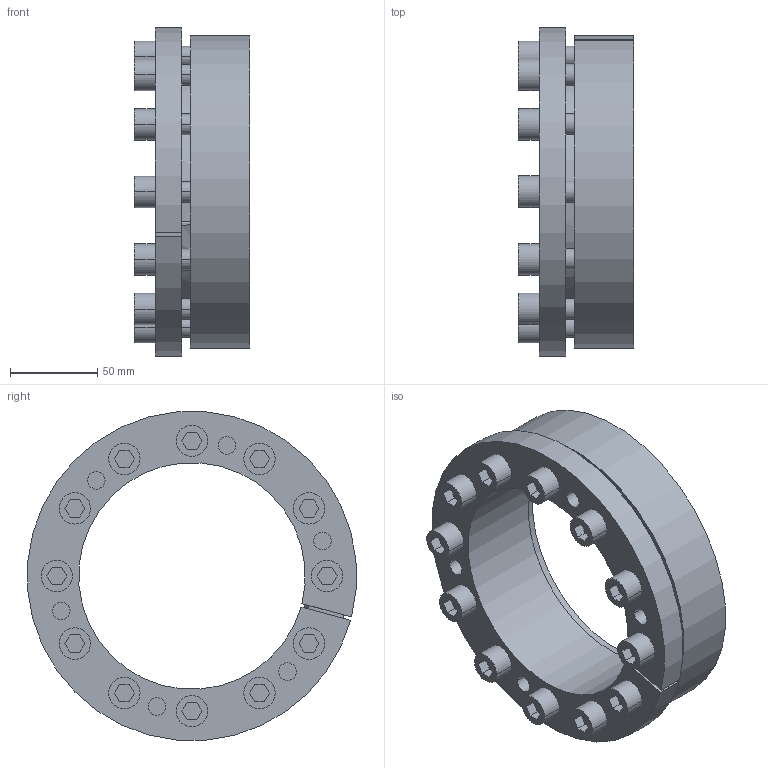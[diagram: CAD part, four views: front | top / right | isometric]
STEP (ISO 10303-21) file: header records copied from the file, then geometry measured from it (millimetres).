
FILE_DESCRIPTION((''),'2;1');
FILE_NAME('082065130180_INT_ASM','2006-02-22T',('Rathmann'),(''),'PRO/ENGINEER BY PARAMETRIC TECHNOLOGY CORPORATION, 2005180','PRO/ENGINEER BY PARAMETRIC TECHNOLOGY CORPORATION, 2005180','');
FILE_SCHEMA(('AUTOMOTIVE_DESIGN_CC2 { 1 2 10303 214 -1 1 5 2 }'));
Length unit declared in the file: millimetre
Products named in the file (4): 082065130180I_INT; 082065130180A_INT; DIN912-M12X35_INT; 082065130180_INT_ASM
Assembly tree (14 placements, depth 2):
  082065130180_INT_ASM
    082065130180I_INT
    082065130180A_INT
    DIN912-M12X35_INT  x12
Bounding box: 66 x 188.37 x 188.37 mm (x, y, z)
Volume: 653810.3 mm3; surface area: 179203.8 mm2
Topology: 14 solids, 14 shells, 266 faces, 663 edges, 494 vertices
Faces by surface type: plane 129, cylinder 111, cone 26
Entity records: 3549 total; most frequent: DIRECTION 648, CARTESIAN_POINT 566, ORIENTED_EDGE 488, AXIS2_PLACEMENT_3D 256, EDGE_CURVE 244, VERTEX_POINT 162, EDGE_LOOP 152, CIRCLE 140
